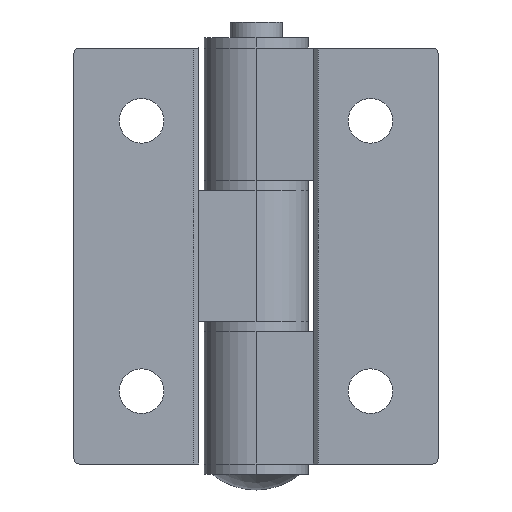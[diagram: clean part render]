
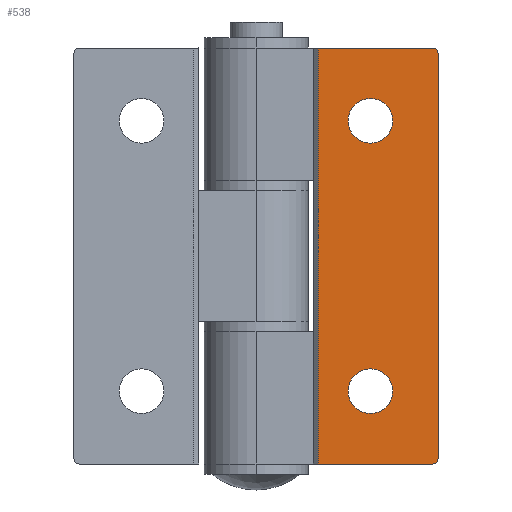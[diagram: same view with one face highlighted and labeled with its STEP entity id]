
A CAD part, front view. The second image highlights one B-rep face of the part: STEP entity #538.
In plain terms, the highlighted planar face has unit normal (0, -1, 0).
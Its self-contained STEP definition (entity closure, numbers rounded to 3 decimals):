
#118 = EDGE_LOOP ( 'NONE', ( #1572, #1578 ) ) ;
#119 = EDGE_LOOP ( 'NONE', ( #1575, #1579, #1577, #1580, #1581, #1583 ) ) ;
#120 = EDGE_LOOP ( 'NONE', ( #1574, #1576 ) ) ;
#259 = AXIS2_PLACEMENT_3D ( 'NONE', #2624, #2628, #2629 ) ;
#284 = AXIS2_PLACEMENT_3D ( 'NONE', #2639, #2640, #2641 ) ;
#291 = AXIS2_PLACEMENT_3D ( 'NONE', #2642, #2643, #2644 ) ;
#301 = AXIS2_PLACEMENT_3D ( 'NONE', #2609, #2613, #2614 ) ;
#311 = VECTOR ( 'NONE', #2627, 1000. ) ;
#319 = VECTOR ( 'NONE', #2660, 1000. ) ;
#406 = EDGE_CURVE ( 'NONE', #1458, #1457, #632, .T. ) ;
#410 = EDGE_CURVE ( 'NONE', #1458, #1459, #2625, .T. ) ;
#411 = EDGE_CURVE ( 'NONE', #1467, #1459, #673, .T. ) ;
#415 = EDGE_CURVE ( 'NONE', #1513, #1503, #693, .T. ) ;
#416 = EDGE_CURVE ( 'NONE', #1474, #1502, #656, .T. ) ;
#421 = EDGE_CURVE ( 'NONE', #1465, #1481, #2658, .T. ) ;
#450 = EDGE_CURVE ( 'NONE', #1481, #1467, #2746, .T. ) ;
#470 = EDGE_CURVE ( 'NONE', #1465, #1457, #2807, .T. ) ;
#538 = ADVANCED_FACE ( 'NONE', ( #1268, #1285, #1277 ), #3020, .F. ) ;
#624 = CIRCLE ( 'NONE', #1172, 2.15 ) ;
#632 = CIRCLE ( 'NONE', #301, 0.5 ) ;
#656 = CIRCLE ( 'NONE', #291, 2.15 ) ;
#673 = CIRCLE ( 'NONE', #259, 0.5 ) ;
#693 = CIRCLE ( 'NONE', #284, 2.15 ) ;
#755 = CIRCLE ( 'NONE', #899, 2.15 ) ;
#888 = VECTOR ( 'NONE', #2809, 1000. ) ;
#895 = VECTOR ( 'NONE', #2748, 1000. ) ;
#899 = AXIS2_PLACEMENT_3D ( 'NONE', #2167, #2174, #2175 ) ;
#1172 = AXIS2_PLACEMENT_3D ( 'NONE', #2042, #2049, #2050 ) ;
#1268 = FACE_BOUND ( 'NONE', #120, .T. ) ;
#1277 = FACE_OUTER_BOUND ( 'NONE', #119, .T. ) ;
#1279 = AXIS2_PLACEMENT_3D ( 'NONE', #3021, #3022, #3023 ) ;
#1285 = FACE_BOUND ( 'NONE', #118, .T. ) ;
#1312 = EDGE_CURVE ( 'NONE', #1502, #1474, #624, .T. ) ;
#1351 = EDGE_CURVE ( 'NONE', #1503, #1513, #755, .T. ) ;
#1457 = VERTEX_POINT ( 'NONE', #2243 ) ;
#1458 = VERTEX_POINT ( 'NONE', #2244 ) ;
#1459 = VERTEX_POINT ( 'NONE', #2245 ) ;
#1465 = VERTEX_POINT ( 'NONE', #2251 ) ;
#1467 = VERTEX_POINT ( 'NONE', #2253 ) ;
#1474 = VERTEX_POINT ( 'NONE', #2260 ) ;
#1481 = VERTEX_POINT ( 'NONE', #2267 ) ;
#1502 = VERTEX_POINT ( 'NONE', #2288 ) ;
#1503 = VERTEX_POINT ( 'NONE', #2289 ) ;
#1513 = VERTEX_POINT ( 'NONE', #2299 ) ;
#1572 = ORIENTED_EDGE ( 'NONE', *, *, #415, .T. ) ;
#1574 = ORIENTED_EDGE ( 'NONE', *, *, #416, .T. ) ;
#1575 = ORIENTED_EDGE ( 'NONE', *, *, #450, .T. ) ;
#1576 = ORIENTED_EDGE ( 'NONE', *, *, #1312, .T. ) ;
#1577 = ORIENTED_EDGE ( 'NONE', *, *, #410, .F. ) ;
#1578 = ORIENTED_EDGE ( 'NONE', *, *, #1351, .T. ) ;
#1579 = ORIENTED_EDGE ( 'NONE', *, *, #411, .T. ) ;
#1580 = ORIENTED_EDGE ( 'NONE', *, *, #406, .T. ) ;
#1581 = ORIENTED_EDGE ( 'NONE', *, *, #470, .F. ) ;
#1583 = ORIENTED_EDGE ( 'NONE', *, *, #421, .T. ) ;
#2042 = CARTESIAN_POINT ( 'NONE',  ( 11., -5.5, -13. ) ) ;
#2049 = DIRECTION ( 'NONE',  ( 0., 1., 0. ) ) ;
#2050 = DIRECTION ( 'NONE',  ( 0., 0., 1. ) ) ;
#2167 = CARTESIAN_POINT ( 'NONE',  ( 11., -5.5, 13. ) ) ;
#2174 = DIRECTION ( 'NONE',  ( 0., 1., 0. ) ) ;
#2175 = DIRECTION ( 'NONE',  ( 0., 0., 1. ) ) ;
#2243 = CARTESIAN_POINT ( 'NONE',  ( 17., -5.5, 20. ) ) ;
#2244 = CARTESIAN_POINT ( 'NONE',  ( 17.5, -5.5, 19.5 ) ) ;
#2245 = CARTESIAN_POINT ( 'NONE',  ( 17.5, -5.5, -19.5 ) ) ;
#2251 = CARTESIAN_POINT ( 'NONE',  ( 6., -5.5, 20. ) ) ;
#2253 = CARTESIAN_POINT ( 'NONE',  ( 17., -5.5, -20. ) ) ;
#2260 = CARTESIAN_POINT ( 'NONE',  ( 11., -5.5, -10.85 ) ) ;
#2267 = CARTESIAN_POINT ( 'NONE',  ( 6., -5.5, -20. ) ) ;
#2288 = CARTESIAN_POINT ( 'NONE',  ( 11., -5.5, -15.15 ) ) ;
#2289 = CARTESIAN_POINT ( 'NONE',  ( 11., -5.5, 10.85 ) ) ;
#2299 = CARTESIAN_POINT ( 'NONE',  ( 11., -5.5, 15.15 ) ) ;
#2609 = CARTESIAN_POINT ( 'NONE',  ( 17., -5.5, 19.5 ) ) ;
#2613 = DIRECTION ( 'NONE',  ( 0., -1., 0. ) ) ;
#2614 = DIRECTION ( 'NONE',  ( 0., 0., 1. ) ) ;
#2624 = CARTESIAN_POINT ( 'NONE',  ( 17., -5.5, -19.5 ) ) ;
#2625 = LINE ( 'NONE', #2626, #311 ) ;
#2626 = CARTESIAN_POINT ( 'NONE',  ( 17.5, -5.5, 20. ) ) ;
#2627 = DIRECTION ( 'NONE',  ( 0., 0., -1. ) ) ;
#2628 = DIRECTION ( 'NONE',  ( 0., -1., 0. ) ) ;
#2629 = DIRECTION ( 'NONE',  ( 0., 0., 1. ) ) ;
#2639 = CARTESIAN_POINT ( 'NONE',  ( 11., -5.5, 13. ) ) ;
#2640 = DIRECTION ( 'NONE',  ( 0., 1., 0. ) ) ;
#2641 = DIRECTION ( 'NONE',  ( 0., 0., 1. ) ) ;
#2642 = CARTESIAN_POINT ( 'NONE',  ( 11., -5.5, -13. ) ) ;
#2643 = DIRECTION ( 'NONE',  ( 0., 1., 0. ) ) ;
#2644 = DIRECTION ( 'NONE',  ( 0., 0., 1. ) ) ;
#2658 = LINE ( 'NONE', #2659, #319 ) ;
#2659 = CARTESIAN_POINT ( 'NONE',  ( 6., -5.5, 20. ) ) ;
#2660 = DIRECTION ( 'NONE',  ( 0., 0., -1. ) ) ;
#2746 = LINE ( 'NONE', #2747, #895 ) ;
#2747 = CARTESIAN_POINT ( 'NONE',  ( 17.5, -5.5, -20. ) ) ;
#2748 = DIRECTION ( 'NONE',  ( 1., 0., 0. ) ) ;
#2807 = LINE ( 'NONE', #2808, #888 ) ;
#2808 = CARTESIAN_POINT ( 'NONE',  ( 17.5, -5.5, 20. ) ) ;
#2809 = DIRECTION ( 'NONE',  ( 1., 0., 0. ) ) ;
#3020 = PLANE ( 'NONE',  #1279 ) ;
#3021 = CARTESIAN_POINT ( 'NONE',  ( 17.5, -5.5, 20. ) ) ;
#3022 = DIRECTION ( 'NONE',  ( 0., 1., 0. ) ) ;
#3023 = DIRECTION ( 'NONE',  ( 0., 0., 1. ) ) ;
